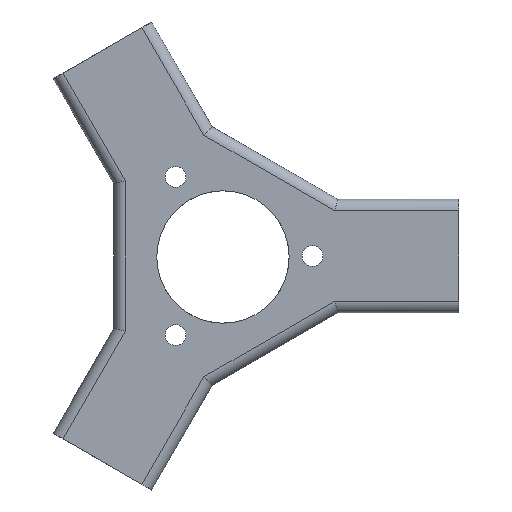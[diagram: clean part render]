
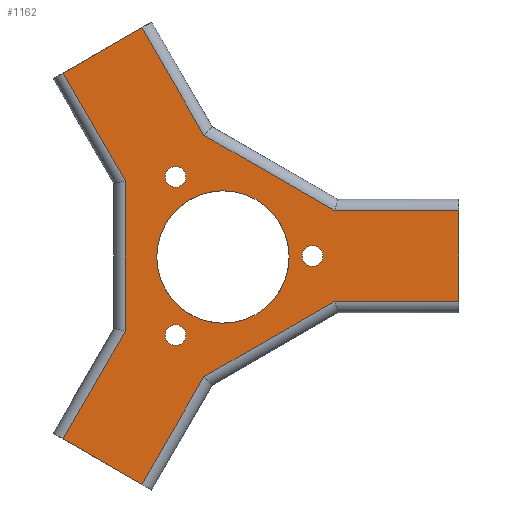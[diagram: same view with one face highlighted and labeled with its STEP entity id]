
A CAD part, front view. The second image highlights one B-rep face of the part: STEP entity #1162.
In plain terms, the highlighted planar face has unit normal (0, -1, 0).
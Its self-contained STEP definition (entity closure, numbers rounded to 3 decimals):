
#99=FACE_BOUND('',#251,.T.);
#100=FACE_BOUND('',#252,.T.);
#101=FACE_BOUND('',#253,.T.);
#102=FACE_BOUND('',#254,.T.);
#165=FACE_OUTER_BOUND('',#250,.T.);
#250=EDGE_LOOP('',(#1058,#1059,#1060,#1061,#1062,#1063,#1064,#1065,#1066,
#1067,#1068,#1069));
#251=EDGE_LOOP('',(#1070));
#252=EDGE_LOOP('',(#1071));
#253=EDGE_LOOP('',(#1072));
#254=EDGE_LOOP('',(#1073));
#276=LINE('',#1845,#361);
#277=LINE('',#1858,#362);
#281=LINE('',#1882,#366);
#298=LINE('',#1942,#383);
#300=LINE('',#1948,#385);
#301=LINE('',#1951,#386);
#309=LINE('',#1967,#394);
#310=LINE('',#1971,#395);
#312=LINE('',#1976,#397);
#320=LINE('',#1992,#405);
#321=LINE('',#1996,#406);
#323=LINE('',#2001,#408);
#361=VECTOR('',#1423,10.);
#362=VECTOR('',#1436,10.);
#366=VECTOR('',#1458,10.);
#383=VECTOR('',#1527,10.);
#385=VECTOR('',#1533,10.);
#386=VECTOR('',#1538,10.);
#394=VECTOR('',#1554,10.);
#395=VECTOR('',#1559,10.);
#397=VECTOR('',#1565,10.);
#405=VECTOR('',#1581,10.);
#406=VECTOR('',#1586,10.);
#408=VECTOR('',#1592,10.);
#474=CIRCLE('',#1253,2.75);
#476=CIRCLE('',#1257,2.75);
#478=CIRCLE('',#1261,2.75);
#480=CIRCLE('',#1304,17.5);
#522=VERTEX_POINT('',#1830);
#529=VERTEX_POINT('',#1843);
#534=VERTEX_POINT('',#1855);
#535=VERTEX_POINT('',#1857);
#545=VERTEX_POINT('',#1879);
#546=VERTEX_POINT('',#1881);
#557=VERTEX_POINT('',#1919);
#559=VERTEX_POINT('',#1927);
#561=VERTEX_POINT('',#1935);
#563=VERTEX_POINT('',#1941);
#565=VERTEX_POINT('',#1947);
#569=VERTEX_POINT('',#1966);
#570=VERTEX_POINT('',#1970);
#575=VERTEX_POINT('',#1991);
#576=VERTEX_POINT('',#1995);
#587=VERTEX_POINT('',#2047);
#648=EDGE_CURVE('',#529,#522,#276,.T.);
#653=EDGE_CURVE('',#534,#535,#277,.T.);
#664=EDGE_CURVE('',#545,#546,#281,.T.);
#684=EDGE_CURVE('',#557,#557,#474,.T.);
#688=EDGE_CURVE('',#559,#559,#476,.T.);
#692=EDGE_CURVE('',#561,#561,#478,.T.);
#694=EDGE_CURVE('',#522,#563,#298,.T.);
#697=EDGE_CURVE('',#563,#565,#300,.T.);
#699=EDGE_CURVE('',#565,#545,#301,.T.);
#707=EDGE_CURVE('',#546,#569,#309,.T.);
#709=EDGE_CURVE('',#569,#570,#310,.T.);
#712=EDGE_CURVE('',#570,#534,#312,.T.);
#720=EDGE_CURVE('',#535,#575,#320,.T.);
#722=EDGE_CURVE('',#575,#576,#321,.T.);
#725=EDGE_CURVE('',#576,#529,#323,.T.);
#748=EDGE_CURVE('',#587,#587,#480,.T.);
#1058=ORIENTED_EDGE('',*,*,#694,.F.);
#1059=ORIENTED_EDGE('',*,*,#648,.F.);
#1060=ORIENTED_EDGE('',*,*,#725,.F.);
#1061=ORIENTED_EDGE('',*,*,#722,.F.);
#1062=ORIENTED_EDGE('',*,*,#720,.F.);
#1063=ORIENTED_EDGE('',*,*,#653,.F.);
#1064=ORIENTED_EDGE('',*,*,#712,.F.);
#1065=ORIENTED_EDGE('',*,*,#709,.F.);
#1066=ORIENTED_EDGE('',*,*,#707,.F.);
#1067=ORIENTED_EDGE('',*,*,#664,.F.);
#1068=ORIENTED_EDGE('',*,*,#699,.F.);
#1069=ORIENTED_EDGE('',*,*,#697,.F.);
#1070=ORIENTED_EDGE('',*,*,#684,.T.);
#1071=ORIENTED_EDGE('',*,*,#688,.T.);
#1072=ORIENTED_EDGE('',*,*,#692,.T.);
#1073=ORIENTED_EDGE('',*,*,#748,.T.);
#1099=PLANE('',#1308);
#1162=ADVANCED_FACE('',(#165,#99,#100,#101,#102),#1099,.T.);
#1253=AXIS2_PLACEMENT_3D('',#1921,#1502,#1503);
#1257=AXIS2_PLACEMENT_3D('',#1929,#1512,#1513);
#1261=AXIS2_PLACEMENT_3D('',#1937,#1522,#1523);
#1304=AXIS2_PLACEMENT_3D('',#2048,#1650,#1651);
#1308=AXIS2_PLACEMENT_3D('',#2053,#1659,#1660);
#1423=DIRECTION('',(-0.866,0.,0.5));
#1436=DIRECTION('',(0.,0.,-1.));
#1458=DIRECTION('',(0.866,0.,0.5));
#1502=DIRECTION('center_axis',(0.,1.,0.));
#1503=DIRECTION('ref_axis',(-1.,0.,0.));
#1512=DIRECTION('center_axis',(0.,1.,0.));
#1513=DIRECTION('ref_axis',(-1.,0.,0.));
#1522=DIRECTION('center_axis',(0.,1.,0.));
#1523=DIRECTION('ref_axis',(-1.,0.,0.));
#1527=DIRECTION('',(0.5,0.,0.866));
#1533=DIRECTION('',(0.,0.,1.));
#1538=DIRECTION('',(-0.5,0.,0.866));
#1554=DIRECTION('',(0.5,0.,-0.866));
#1559=DIRECTION('',(0.866,0.,-0.5));
#1565=DIRECTION('',(1.,0.,0.));
#1581=DIRECTION('',(-1.,0.,0.));
#1586=DIRECTION('',(-0.866,0.,-0.5));
#1592=DIRECTION('',(-0.5,0.,-0.866));
#1650=DIRECTION('center_axis',(0.,1.,0.));
#1651=DIRECTION('ref_axis',(1.,0.,0.));
#1659=DIRECTION('center_axis',(0.,-1.,0.));
#1660=DIRECTION('ref_axis',(-0.866,0.,0.5));
#1830=CARTESIAN_POINT('',(192.802,848.,230.614));
#1843=CARTESIAN_POINT('',(213.587,848.,218.614));
#1845=CARTESIAN_POINT('',(190.204,848.,232.114));
#1855=CARTESIAN_POINT('',(297.352,848.,290.976));
#1857=CARTESIAN_POINT('',(297.352,848.,266.976));
#1858=CARTESIAN_POINT('',(297.352,848.,263.976));
#1879=CARTESIAN_POINT('',(192.802,848.,327.338));
#1881=CARTESIAN_POINT('',(213.587,848.,339.338));
#1882=CARTESIAN_POINT('',(216.185,848.,340.838));
#1919=CARTESIAN_POINT('',(261.466,848.,278.976));
#1921=CARTESIAN_POINT('Origin',(258.716,848.,278.976));
#1927=CARTESIAN_POINT('',(225.262,848.,299.878));
#1929=CARTESIAN_POINT('Origin',(222.512,848.,299.878));
#1935=CARTESIAN_POINT('',(225.262,848.,258.074));
#1937=CARTESIAN_POINT('Origin',(222.512,848.,258.074));
#1941=CARTESIAN_POINT('',(209.204,848.,259.023));
#1942=CARTESIAN_POINT('',(208.802,848.,258.327));
#1947=CARTESIAN_POINT('',(209.204,848.,298.929));
#1948=CARTESIAN_POINT('',(209.204,848.,271.476));
#1951=CARTESIAN_POINT('',(223.589,848.,274.014));
#1966=CARTESIAN_POINT('',(229.989,848.,310.929));
#1967=CARTESIAN_POINT('',(244.374,848.,286.014));
#1970=CARTESIAN_POINT('',(264.548,848.,290.976));
#1971=CARTESIAN_POINT('',(262.055,848.,292.416));
#1976=CARTESIAN_POINT('',(248.768,848.,290.976));
#1991=CARTESIAN_POINT('',(264.548,848.,266.976));
#1992=CARTESIAN_POINT('',(248.768,848.,266.976));
#1995=CARTESIAN_POINT('',(229.989,848.,247.023));
#1996=CARTESIAN_POINT('',(230.685,848.,247.425));
#2001=CARTESIAN_POINT('',(229.587,848.,246.327));
#2047=CARTESIAN_POINT('',(217.534,848.,278.715));
#2048=CARTESIAN_POINT('Origin',(235.034,848.,278.715));
#2053=CARTESIAN_POINT('Origin',(232.185,848.,244.827));
